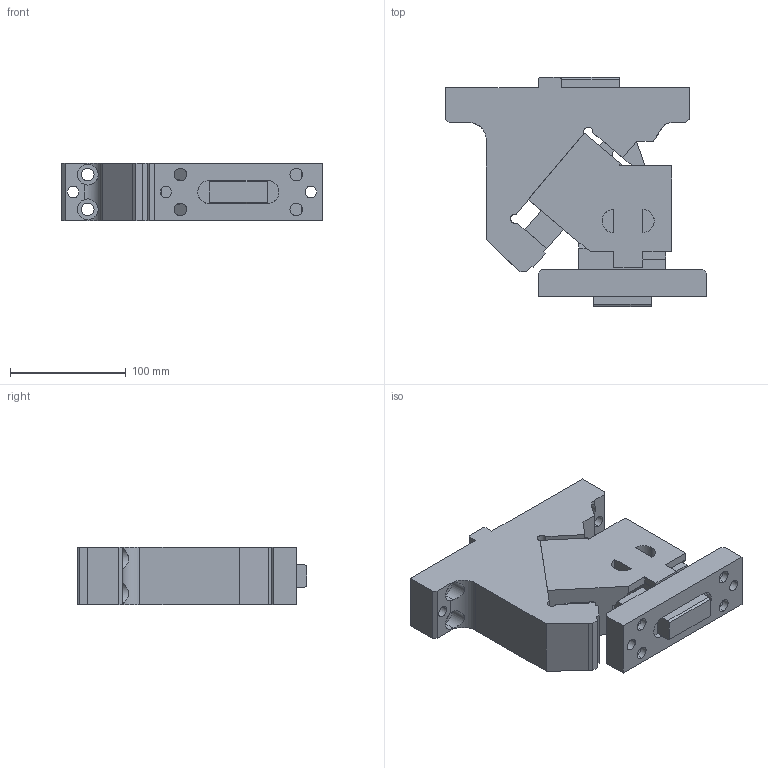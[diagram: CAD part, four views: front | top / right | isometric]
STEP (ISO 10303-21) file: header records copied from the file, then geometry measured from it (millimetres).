
FILE_DESCRIPTION(('CATIA V5 STEP Exchange'),'2;1');
FILE_NAME('CACG_50_00.stp','2015-04-21T14:45:13+00:00',('none'),('none'),'CATIA Version 5 Release 19 SP 2 (IN-10)','CATIA V5 STEP AP203','none');
FILE_SCHEMA(('CONFIG_CONTROL_DESIGN'));
Length unit declared in the file: millimetre
Products named in the file (1): CACG_50_00
Bounding box: 225 x 198 x 50 mm (x, y, z)
Volume: 1274931.8 mm3; surface area: 171538.9 mm2
Topology: 3 solids, 3 shells, 229 faces, 637 edges, 413 vertices
Faces by surface type: plane 154, cylinder 75
Entity records: 7863 total; most frequent: CARTESIAN_POINT 2100, ORIENTED_EDGE 1274, DIRECTION 988, EDGE_CURVE 637, VECTOR 463, LINE 463, VERTEX_POINT 413, AXIS2_PLACEMENT_3D 319
